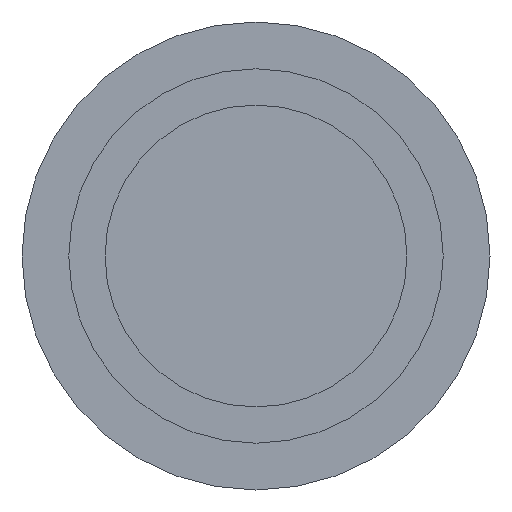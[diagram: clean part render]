
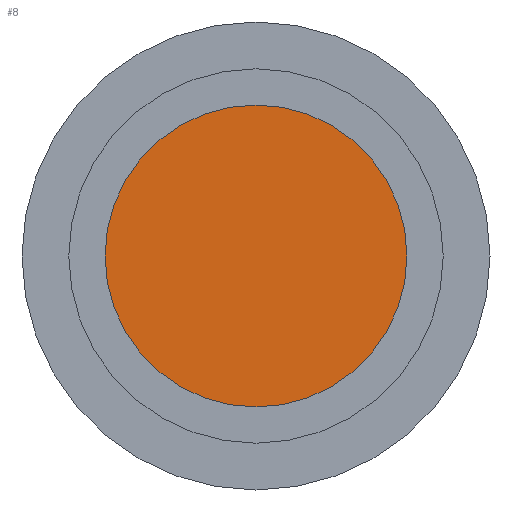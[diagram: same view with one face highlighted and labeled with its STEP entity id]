
A CAD part, left-side view. The second image highlights one B-rep face of the part: STEP entity #8.
In plain terms, the highlighted planar face has unit normal (-1, 0, 0).
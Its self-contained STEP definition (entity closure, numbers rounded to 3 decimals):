
#4 = VERTEX_POINT ( 'NONE', #381 ) ;
#6 = PLANE ( 'NONE',  #243 ) ;
#8 = ADVANCED_FACE ( 'NONE', ( #190 ), #6, .F. ) ;
#26 = DIRECTION ( 'NONE',  ( -1., 0., 0. ) ) ;
#31 = CARTESIAN_POINT ( 'NONE',  ( -11.168, -1.618, -25. ) ) ;
#34 = CIRCLE ( 'NONE', #157, 25. ) ;
#67 = ORIENTED_EDGE ( 'NONE', *, *, #468, .T. ) ;
#157 = AXIS2_PLACEMENT_3D ( 'NONE', #472, #165, #195 ) ;
#165 = DIRECTION ( 'NONE',  ( -1., 0., 0. ) ) ;
#174 = DIRECTION ( 'NONE',  ( 0., 0., 1. ) ) ;
#187 = AXIS2_PLACEMENT_3D ( 'NONE', #404, #26, #174 ) ;
#190 = FACE_OUTER_BOUND ( 'NONE', #242, .T. ) ;
#195 = DIRECTION ( 'NONE',  ( 0., 0., 1. ) ) ;
#219 = DIRECTION ( 'NONE',  ( 1., 0., 0. ) ) ;
#242 = EDGE_LOOP ( 'NONE', ( #67, #259 ) ) ;
#243 = AXIS2_PLACEMENT_3D ( 'NONE', #292, #219, #377 ) ;
#259 = ORIENTED_EDGE ( 'NONE', *, *, #359, .T. ) ;
#292 = CARTESIAN_POINT ( 'NONE',  ( -11.168, 0., 0. ) ) ;
#327 = VERTEX_POINT ( 'NONE', #31 ) ;
#359 = EDGE_CURVE ( 'NONE', #327, #4, #405, .T. ) ;
#377 = DIRECTION ( 'NONE',  ( 0., 0., -1. ) ) ;
#381 = CARTESIAN_POINT ( 'NONE',  ( -11.168, -1.618, 25. ) ) ;
#404 = CARTESIAN_POINT ( 'NONE',  ( -11.168, -1.618, 0. ) ) ;
#405 = CIRCLE ( 'NONE', #187, 25. ) ;
#468 = EDGE_CURVE ( 'NONE', #4, #327, #34, .T. ) ;
#472 = CARTESIAN_POINT ( 'NONE',  ( -11.168, -1.618, 0. ) ) ;
